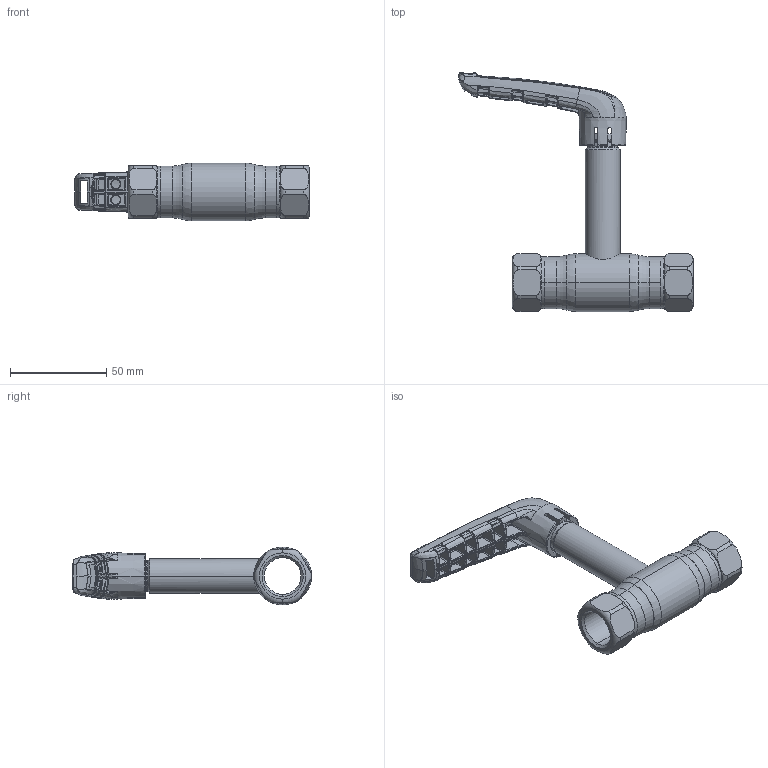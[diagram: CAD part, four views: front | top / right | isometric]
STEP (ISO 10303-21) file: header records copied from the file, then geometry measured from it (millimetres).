
FILE_DESCRIPTION (( 'STEP AP214' ), '1' );
FILE_NAME ('1015002031-2101.step', '2023-09-12T11:14:30', ( '' ), ( '' ), 'SwSTEP 2.0', 'SolidWorks 2021', '' );
FILE_SCHEMA (( 'AUTOMOTIVE_DESIGN' ));
Length unit declared in the file: millimetre
Products named in the file (1): 1015002031-2101
Bounding box: 121.78 x 124.08 x 30 mm (x, y, z)
Surface area: 24671 mm2 (no closed solid volume)
Topology: 0 solids, 7 shells, 818 faces, 2429 edges, 1513 vertices
Faces by surface type: bspline 638, plane 66, cylinder 48, torus 45, cone 19, sphere 2
Entity records: 68100 total; most frequent: CARTESIAN_POINT 43189, ORIENTED_EDGE 4143, EDGE_CURVE 2395, DIRECTION 1677, B_SPLINE_CURVE_WITH_KNOTS 1647, VERTEX_POINT 1509, EDGE_LOOP 841, UNCERTAINTY_MEASURE_WITH_UNIT 820
